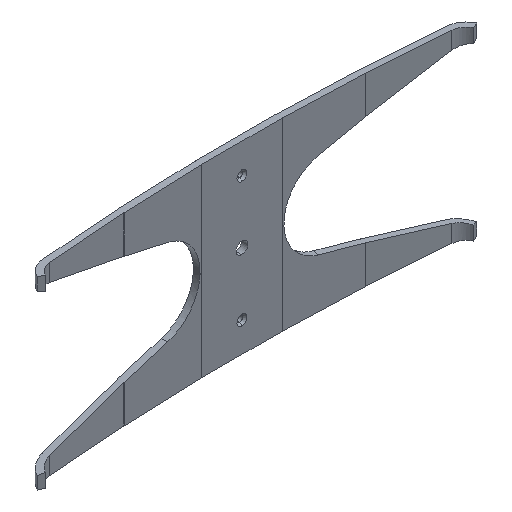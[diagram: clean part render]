
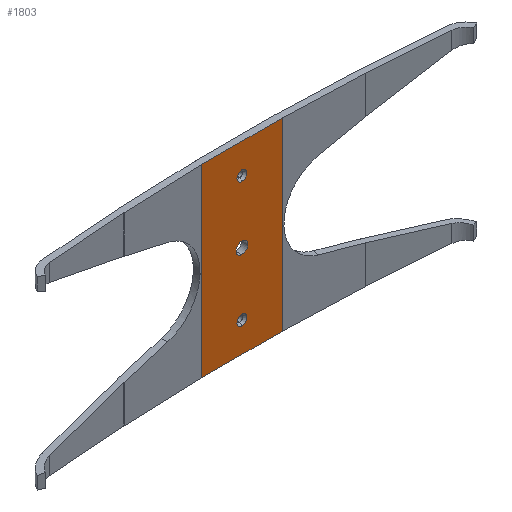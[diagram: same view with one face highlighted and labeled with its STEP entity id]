
A CAD part, isometric view. The second image highlights one B-rep face of the part: STEP entity #1803.
In plain terms, the highlighted planar face has unit normal (0, -1, 0).
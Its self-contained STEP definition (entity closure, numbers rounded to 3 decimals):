
#1 = ORIENTED_EDGE ( 'NONE', *, *, #387, .F. ) ;
#3 = ORIENTED_EDGE ( 'NONE', *, *, #298, .F. ) ;
#4 = ORIENTED_EDGE ( 'NONE', *, *, #336, .F. ) ;
#5 = ORIENTED_EDGE ( 'NONE', *, *, #369, .F. ) ;
#6 = ORIENTED_EDGE ( 'NONE', *, *, #419, .F. ) ;
#8 = ORIENTED_EDGE ( 'NONE', *, *, #367, .F. ) ;
#9 = ORIENTED_EDGE ( 'NONE', *, *, #461, .F. ) ;
#61 = EDGE_LOOP ( 'NONE', ( #6, #8 ) ) ;
#186 = FACE_BOUND ( 'NONE', #1812, .T. ) ;
#188 = FACE_OUTER_BOUND ( 'NONE', #1846, .T. ) ;
#191 = FACE_BOUND ( 'NONE', #1847, .T. ) ;
#199 = FACE_BOUND ( 'NONE', #61, .T. ) ;
#270 = AXIS2_PLACEMENT_3D ( 'NONE', #1629, #1630, #1631 ) ;
#284 = EDGE_CURVE ( 'NONE', #1865, #1359, #745, .T. ) ;
#298 = EDGE_CURVE ( 'NONE', #1814, #1820, #789, .T. ) ;
#323 = AXIS2_PLACEMENT_3D ( 'NONE', #930, #927, #932 ) ;
#336 = EDGE_CURVE ( 'NONE', #1853, #1384, #852, .T. ) ;
#342 = AXIS2_PLACEMENT_3D ( 'NONE', #1658, #1659, #1660 ) ;
#367 = EDGE_CURVE ( 'NONE', #1404, #1351, #869, .T. ) ;
#369 = EDGE_CURVE ( 'NONE', #1820, #1814, #886, .T. ) ;
#372 = EDGE_CURVE ( 'NONE', #1367, #1865, #1484, .T. ) ;
#387 = EDGE_CURVE ( 'NONE', #1821, #1359, #1508, .T. ) ;
#419 = EDGE_CURVE ( 'NONE', #1351, #1404, #1557, .T. ) ;
#427 = AXIS2_PLACEMENT_3D ( 'NONE', #615, #666, #655 ) ;
#441 = AXIS2_PLACEMENT_3D ( 'NONE', #668, #681, #683 ) ;
#444 = AXIS2_PLACEMENT_3D ( 'NONE', #636, #638, #646 ) ;
#447 = AXIS2_PLACEMENT_3D ( 'NONE', #580, #629, #571 ) ;
#456 = EDGE_CURVE ( 'NONE', #1367, #1821, #1575, .T. ) ;
#461 = EDGE_CURVE ( 'NONE', #1384, #1853, #1581, .T. ) ;
#545 = CARTESIAN_POINT ( 'NONE',  ( 32.656, 0., -74.93 ) ) ;
#571 = DIRECTION ( 'NONE',  ( 0., 0., -1. ) ) ;
#580 = CARTESIAN_POINT ( 'NONE',  ( 0., 0., 0. ) ) ;
#587 = DIRECTION ( 'NONE',  ( 0., 0., 1. ) ) ;
#615 = CARTESIAN_POINT ( 'NONE',  ( 0., 0., -50.8 ) ) ;
#629 = DIRECTION ( 'NONE',  ( 0., -1., 0. ) ) ;
#636 = CARTESIAN_POINT ( 'NONE',  ( 0., 0., 0. ) ) ;
#638 = DIRECTION ( 'NONE',  ( 0., -1., 0. ) ) ;
#646 = DIRECTION ( 'NONE',  ( 0., 0., -1. ) ) ;
#655 = DIRECTION ( 'NONE',  ( 0., 0., -1. ) ) ;
#666 = DIRECTION ( 'NONE',  ( 0., -1., 0. ) ) ;
#668 = CARTESIAN_POINT ( 'NONE',  ( 0., 0., 50.8 ) ) ;
#675 = CARTESIAN_POINT ( 'NONE',  ( 0., 0., -74.93 ) ) ;
#681 = DIRECTION ( 'NONE',  ( 0., -1., 0. ) ) ;
#682 = DIRECTION ( 'NONE',  ( 1., 0., 0. ) ) ;
#683 = DIRECTION ( 'NONE',  ( 0., 0., -1. ) ) ;
#745 = LINE ( 'NONE', #545, #761 ) ;
#761 = VECTOR ( 'NONE', #587, 1000. ) ;
#789 = CIRCLE ( 'NONE', #447, 4.762 ) ;
#852 = CIRCLE ( 'NONE', #441, 4.064 ) ;
#869 = CIRCLE ( 'NONE', #427, 4.064 ) ;
#886 = CIRCLE ( 'NONE', #444, 4.762 ) ;
#927 = DIRECTION ( 'NONE',  ( 0., -1., 0. ) ) ;
#928 = PLANE ( 'NONE',  #323 ) ;
#930 = CARTESIAN_POINT ( 'NONE',  ( 0., 0., -74.93 ) ) ;
#932 = DIRECTION ( 'NONE',  ( 0., 0., -1. ) ) ;
#954 = CARTESIAN_POINT ( 'NONE',  ( 0., 0., 4.762 ) ) ;
#968 = CARTESIAN_POINT ( 'NONE',  ( 0., 0., -54.864 ) ) ;
#991 = CARTESIAN_POINT ( 'NONE',  ( 32.656, 0., 74.93 ) ) ;
#999 = CARTESIAN_POINT ( 'NONE',  ( -32.656, 0., -74.93 ) ) ;
#1016 = CARTESIAN_POINT ( 'NONE',  ( 0., 0., 54.864 ) ) ;
#1036 = CARTESIAN_POINT ( 'NONE',  ( 0., 0., -46.736 ) ) ;
#1099 = CARTESIAN_POINT ( 'NONE',  ( -32.656, 0., 74.93 ) ) ;
#1152 = CARTESIAN_POINT ( 'NONE',  ( 0., 0., -4.762 ) ) ;
#1176 = CARTESIAN_POINT ( 'NONE',  ( 0., 0., 46.736 ) ) ;
#1185 = CARTESIAN_POINT ( 'NONE',  ( 32.656, 0., -74.93 ) ) ;
#1209 = DIRECTION ( 'NONE',  ( 1., 0., 0. ) ) ;
#1210 = CARTESIAN_POINT ( 'NONE',  ( 0., 0., 74.93 ) ) ;
#1351 = VERTEX_POINT ( 'NONE', #968 ) ;
#1359 = VERTEX_POINT ( 'NONE', #991 ) ;
#1367 = VERTEX_POINT ( 'NONE', #999 ) ;
#1384 = VERTEX_POINT ( 'NONE', #1016 ) ;
#1404 = VERTEX_POINT ( 'NONE', #1036 ) ;
#1484 = LINE ( 'NONE', #675, #1485 ) ;
#1485 = VECTOR ( 'NONE', #682, 1000. ) ;
#1508 = LINE ( 'NONE', #1210, #1510 ) ;
#1510 = VECTOR ( 'NONE', #1209, 1000. ) ;
#1557 = CIRCLE ( 'NONE', #270, 4.064 ) ;
#1575 = LINE ( 'NONE', #1649, #1578 ) ;
#1578 = VECTOR ( 'NONE', #1650, 1000. ) ;
#1581 = CIRCLE ( 'NONE', #342, 4.064 ) ;
#1629 = CARTESIAN_POINT ( 'NONE',  ( 0., 0., -50.8 ) ) ;
#1630 = DIRECTION ( 'NONE',  ( 0., -1., 0. ) ) ;
#1631 = DIRECTION ( 'NONE',  ( 0., 0., -1. ) ) ;
#1649 = CARTESIAN_POINT ( 'NONE',  ( -32.656, 0., -74.93 ) ) ;
#1650 = DIRECTION ( 'NONE',  ( 0., 0., 1. ) ) ;
#1658 = CARTESIAN_POINT ( 'NONE',  ( 0., 0., 50.8 ) ) ;
#1659 = DIRECTION ( 'NONE',  ( 0., -1., 0. ) ) ;
#1660 = DIRECTION ( 'NONE',  ( 0., 0., -1. ) ) ;
#1743 = ORIENTED_EDGE ( 'NONE', *, *, #284, .T. ) ;
#1746 = ORIENTED_EDGE ( 'NONE', *, *, #372, .T. ) ;
#1748 = ORIENTED_EDGE ( 'NONE', *, *, #456, .F. ) ;
#1803 = ADVANCED_FACE ( 'NONE', ( #191, #199, #186, #188 ), #928, .T. ) ;
#1812 = EDGE_LOOP ( 'NONE', ( #4, #9 ) ) ;
#1814 = VERTEX_POINT ( 'NONE', #1152 ) ;
#1820 = VERTEX_POINT ( 'NONE', #954 ) ;
#1821 = VERTEX_POINT ( 'NONE', #1099 ) ;
#1846 = EDGE_LOOP ( 'NONE', ( #1, #1748, #1746, #1743 ) ) ;
#1847 = EDGE_LOOP ( 'NONE', ( #5, #3 ) ) ;
#1853 = VERTEX_POINT ( 'NONE', #1176 ) ;
#1865 = VERTEX_POINT ( 'NONE', #1185 ) ;
